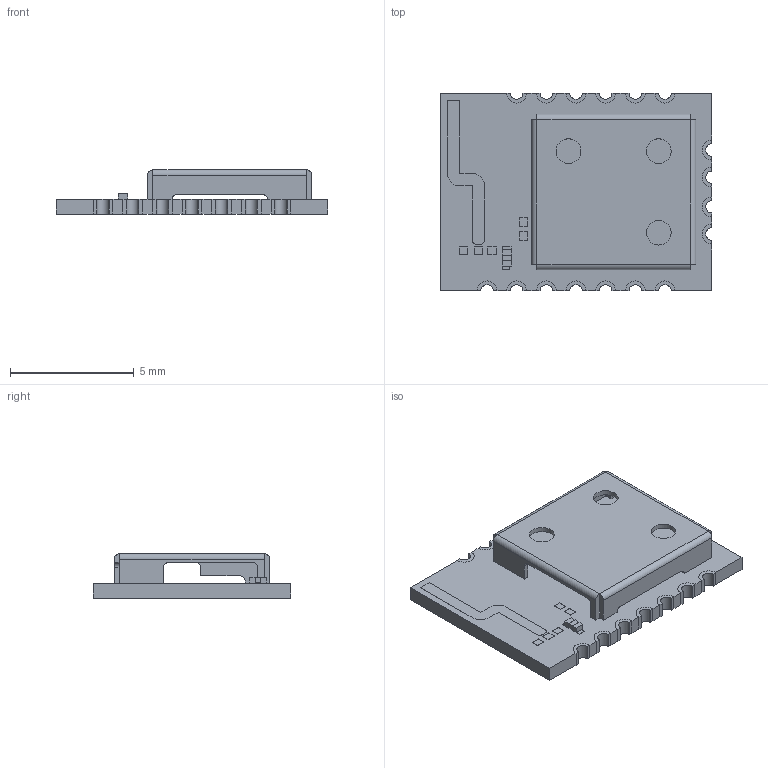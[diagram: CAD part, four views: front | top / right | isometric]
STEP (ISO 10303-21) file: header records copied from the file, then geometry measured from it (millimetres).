
FILE_DESCRIPTION(/* description */ ('Unknown'),/* implementation_level */ '2;1');
FILE_NAME(/* name */ '2608011124011',/* time_stamp */ '2018-08-01T10:04:00+02:00',/* author */ ('Unknown'),/* organization */ ('Unknown'),/* preprocessor_version */ 'ST-DEVELOPER v16.7',/* originating_system */ 'DEX',/* authorisation */ $);
FILE_SCHEMA (('AUTOMOTIVE_DESIGN {1 0 10303 214 3 1 1}'));
Length unit declared in the file: millimetre
Products named in the file (5): 2608011124011; PCB; solderPin; RI_small; AMBxxxC
Assembly tree (20 placements, depth 2):
  2608011124011
    PCB
    solderPin  x17
    RI_small
    AMBxxxC
Bounding box: 11 x 8 x 1.8 mm (x, y, z)
Volume: 62.1 mm3; surface area: 360.8 mm2
Topology: 20 solids, 20 shells, 401 faces, 972 edges, 621 vertices
Faces by surface type: plane 327, cylinder 74
Full cylindrical faces by diameter (mm): 1 x3
Entity records: 8633 total; most frequent: CARTESIAN_POINT 1270, ORIENTED_EDGE 1228, DIRECTION 1222, EDGE_CURVE 614, LINE 530, VECTOR 530, VERTEX_POINT 394, AXIS2_PLACEMENT_3D 346
